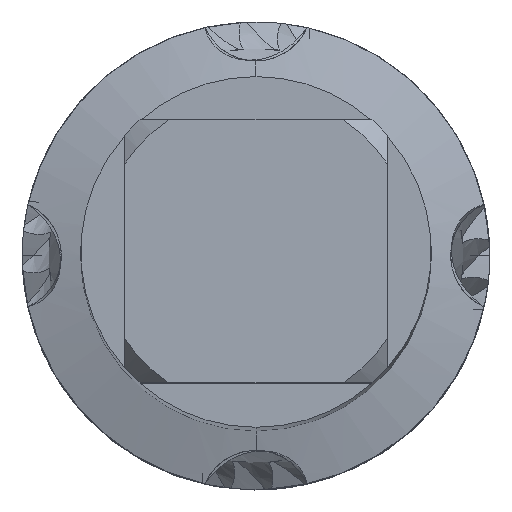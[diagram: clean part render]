
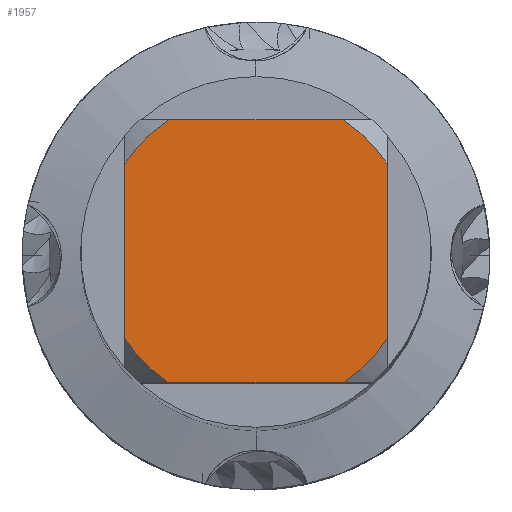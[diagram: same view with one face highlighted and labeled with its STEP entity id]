
A CAD part, top view. The second image highlights one B-rep face of the part: STEP entity #1957.
In plain terms, the highlighted planar face has unit normal (0, 0, 1).
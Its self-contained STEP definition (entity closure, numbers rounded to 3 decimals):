
#1957=ADVANCED_FACE('',(#5398),#5399,.T.);
#2007=EDGE_CURVE('',#2855,#3307,#5452,.T.);
#2075=VERTEX_POINT('',#5525);
#2265=EDGE_CURVE('',#3405,#3307,#5731,.T.);
#2269=VERTEX_POINT('',#5736);
#2329=EDGE_CURVE('',#2269,#4877,#5802,.T.);
#2421=EDGE_CURVE('',#3405,#2075,#5903,.T.);
#2855=VERTEX_POINT('',#6380);
#2979=VERTEX_POINT('',#6515);
#3307=VERTEX_POINT('',#6870);
#3405=VERTEX_POINT('',#6978);
#3787=VERTEX_POINT('',#7399);
#4303=EDGE_CURVE('',#2855,#4877,#7949,.T.);
#4507=EDGE_CURVE('',#3787,#2979,#8170,.T.);
#4781=EDGE_CURVE('',#2269,#2979,#8471,.T.);
#4877=VERTEX_POINT('',#8573);
#4901=EDGE_CURVE('',#3787,#2075,#8598,.T.);
#5398=FACE_OUTER_BOUND('',#9492,.T.);
#5399=PLANE('',#9493);
#5452=LINE('',#9609,#9610);
#5525=CARTESIAN_POINT('',(2.985,-4.5,0.0));
#5731=CIRCLE('',#10515,5.4);
#5736=CARTESIAN_POINT('',(2.985,4.5,0.0));
#5802=LINE('',#10655,#10656);
#5903=LINE('',#10853,#10854);
#6380=CARTESIAN_POINT('',(-4.5,2.985,0.0));
#6515=CARTESIAN_POINT('',(4.5,2.985,0.0));
#6870=CARTESIAN_POINT('',(-4.5,-2.985,0.0));
#6978=CARTESIAN_POINT('',(-2.985,-4.5,0.0));
#7399=CARTESIAN_POINT('',(4.5,-2.985,0.0));
#7949=CIRCLE('',#16506,5.4);
#8170=LINE('',#17021,#17022);
#8471=CIRCLE('',#17939,5.4);
#8573=CARTESIAN_POINT('',(-2.985,4.5,0.0));
#8598=CIRCLE('',#18488,5.4);
#9492=EDGE_LOOP('',(#19789,#19790,#19791,#19792,#19793,#19794,#19795,#19796));
#9493=AXIS2_PLACEMENT_3D('',#19797,#19798,#19799);
#9609=CARTESIAN_POINT('',(-4.5,1.35,0.0));
#9610=VECTOR('',#19837,1.0);
#10515=AXIS2_PLACEMENT_3D('',#20076,#20077,#20078);
#10655=CARTESIAN_POINT('',(0.0,4.5,0.0));
#10656=VECTOR('',#20171,1.0);
#10853=CARTESIAN_POINT('',(0.0,-4.5,0.0));
#10854=VECTOR('',#20284,1.0);
#16506=AXIS2_PLACEMENT_3D('',#22373,#22374,#22375);
#17021=CARTESIAN_POINT('',(4.5,1.35,0.0));
#17022=VECTOR('',#22608,1.0);
#17939=AXIS2_PLACEMENT_3D('',#22995,#22996,#22997);
#18488=AXIS2_PLACEMENT_3D('',#23186,#23187,#23188);
#19789=ORIENTED_EDGE('',*,*,#2007,.T.);
#19790=ORIENTED_EDGE('',*,*,#2265,.F.);
#19791=ORIENTED_EDGE('',*,*,#2421,.T.);
#19792=ORIENTED_EDGE('',*,*,#4901,.F.);
#19793=ORIENTED_EDGE('',*,*,#4507,.T.);
#19794=ORIENTED_EDGE('',*,*,#4781,.F.);
#19795=ORIENTED_EDGE('',*,*,#2329,.T.);
#19796=ORIENTED_EDGE('',*,*,#4303,.F.);
#19797=CARTESIAN_POINT('',(0.0,2.7,0.0));
#19798=DIRECTION('',(-0.0,0.0,1.0));
#19799=DIRECTION('',(0.0,-1.0,0.0));
#19837=DIRECTION('',(-0.0,-1.0,0.0));
#20076=CARTESIAN_POINT('',(0.0,0.0,0.0));
#20077=DIRECTION('',(0.0,0.0,-1.0));
#20078=DIRECTION('',(0.0,1.0,0.0));
#20171=DIRECTION('',(-1.0,0.0,0.0));
#20284=DIRECTION('',(1.0,0.0,0.0));
#22373=CARTESIAN_POINT('',(0.0,0.0,0.0));
#22374=DIRECTION('',(0.0,0.0,-1.0));
#22375=DIRECTION('',(0.0,1.0,0.0));
#22608=DIRECTION('',(-0.0,1.0,0.0));
#22995=CARTESIAN_POINT('',(0.0,0.0,0.0));
#22996=DIRECTION('',(0.0,0.0,-1.0));
#22997=DIRECTION('',(0.0,1.0,0.0));
#23186=CARTESIAN_POINT('',(0.0,0.0,0.0));
#23187=DIRECTION('',(0.0,0.0,-1.0));
#23188=DIRECTION('',(0.0,1.0,0.0));
